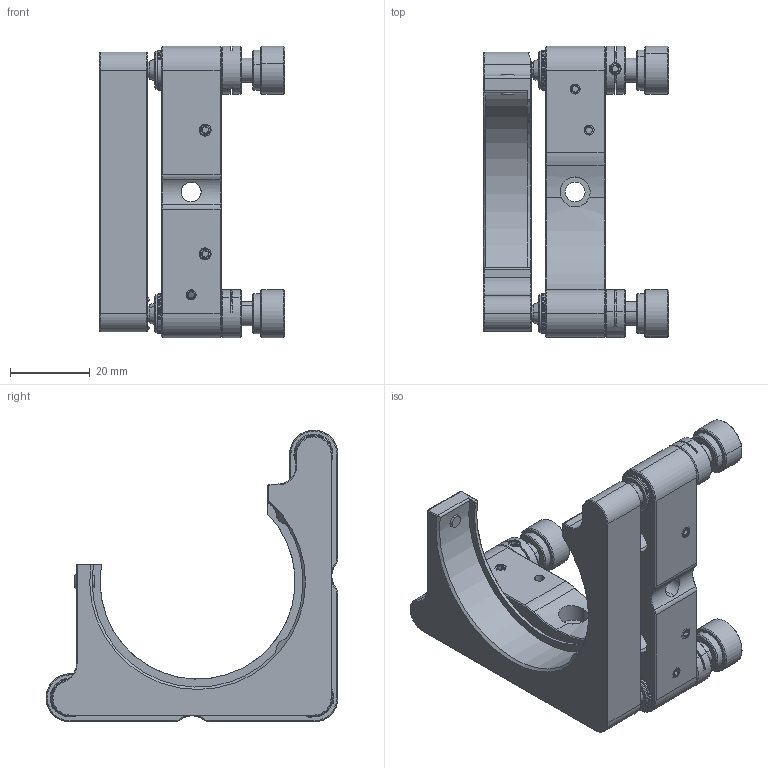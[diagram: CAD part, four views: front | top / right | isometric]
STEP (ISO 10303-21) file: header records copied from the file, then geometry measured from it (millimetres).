
FILE_DESCRIPTION (( 'STEP AP214' ), '1' );
FILE_NAME ('1.1.2.4_ZJK-2.0-3_光学调整架开口式用于φ2英寸光学元件，三轴，Rev.A.STEP', '2020-09-27T07:35:35', ( '' ), ( '' ), 'SwSTEP 2.0', 'SolidWorks 2018', '' );
FILE_SCHEMA (( 'AUTOMOTIVE_DESIGN' ));
Length unit declared in the file: millimetre
Products named in the file (1): 1.1.2.4_ZJK-2.0-3_光学调整架开口式用于φ2英寸光学元件，三轴，Rev.A
Bounding box: 46.43 x 73 x 73 mm (x, y, z)
Surface area: 21508.6 mm2 (no closed solid volume)
Topology: 0 solids, 61 shells, 563 faces, 2024 edges, 1497 vertices
Faces by surface type: plane 224, cone 163, cylinder 144, sphere 13, bspline 13, torus 6
Entity records: 33143 total; most frequent: CARTESIAN_POINT 10541, DIRECTION 3212, ORIENTED_EDGE 3075, EDGE_CURVE 1998, VERTEX_POINT 1488, AXIS2_PLACEMENT_3D 1147, LINE 918, VECTOR 918
